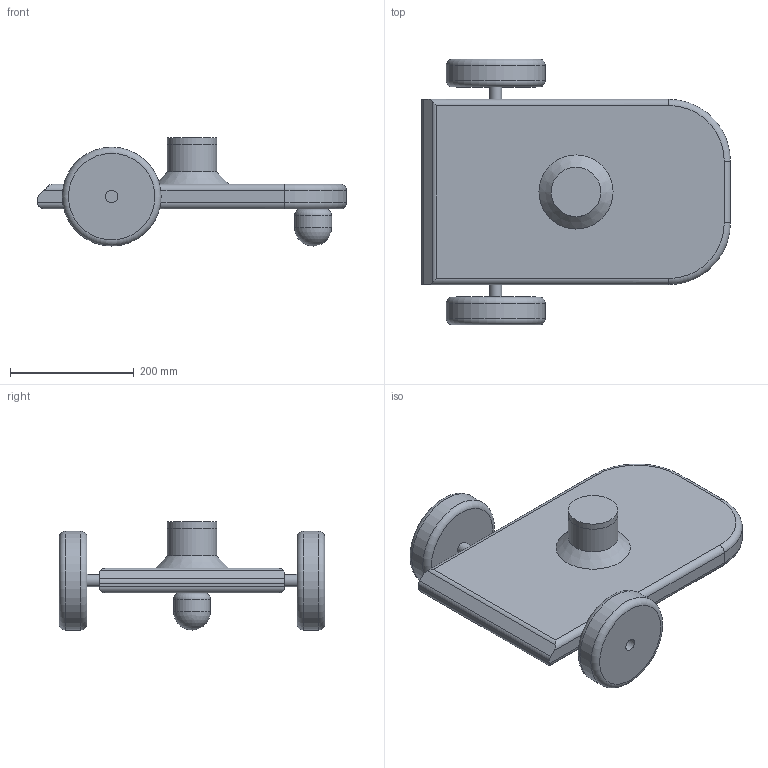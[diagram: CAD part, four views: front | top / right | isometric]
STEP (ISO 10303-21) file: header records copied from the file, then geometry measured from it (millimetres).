
FILE_DESCRIPTION(/* description */ (''),/* implementation_level */ '2;1');
FILE_NAME(/* name */ 'SimpleBot v1.step',/* time_stamp */ '2024-07-18T22:13:51+05:30',/* author */ (''),/* organization */ (''),/* preprocessor_version */ 'ST-DEVELOPER v20',/* originating_system */ 'Autodesk Translation Framework v13.14.0.145',/* authorisation */ '');
FILE_SCHEMA (('AUTOMOTIVE_DESIGN { 1 0 10303 214 3 1 1 }'));
Length unit declared in the file: millimetre
Products named in the file (11): SimpleBot; old_component; old_component (1); old_component (2); old_component (3); old_component (4); base_link; right_wheel_1; left_wheel_1; caster_wheel_1; lidar_1
Assembly tree (10 placements, depth 2):
  SimpleBot
    old_component
    old_component (1)
    old_component (2)
    old_component (3)
    old_component (4)
    base_link
    right_wheel_1
    left_wheel_1
    caster_wheel_1
    lidar_1
Bounding box: 500 x 430 x 175 mm (x, y, z)
Volume: 16069861.2 mm3; surface area: 999364.1 mm2
Topology: 10 solids, 10 shells, 100 faces, 208 edges, 128 vertices
Faces by surface type: cylinder 40, plane 38, torus 18, cone 2, sphere 2
Full cylindrical faces by diameter (mm): 20 x8, 60 x2, 80 x4, 160 x4
Entity records: 3029 total; most frequent: DIRECTION 574, CARTESIAN_POINT 455, ORIENTED_EDGE 412, AXIS2_PLACEMENT_3D 247, EDGE_CURVE 206, VERTEX_POINT 128, CIRCLE 114, EDGE_LOOP 110
